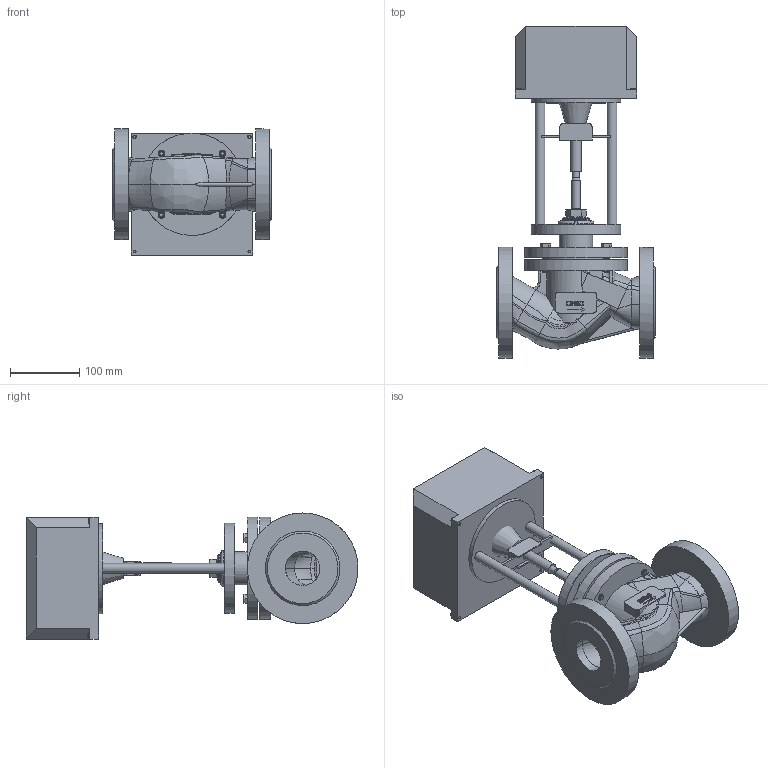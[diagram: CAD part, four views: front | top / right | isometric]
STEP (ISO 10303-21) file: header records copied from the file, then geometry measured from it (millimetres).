
FILE_DESCRIPTION(/* description */ (''),/* implementation_level */ '2;1');
FILE_NAME(/* name */ 'Р11 DN50 + ЭПА 1,8кН.stp',/* time_stamp */ '2024-03-17T11:13:47+03:00',/* author */ ('kostr'),/* organization */ (''),/* preprocessor_version */ 'ST-DEVELOPER v18.1',/* originating_system */ 'AutoCAD Mechanical',/* authorisation */ '');
FILE_SCHEMA (('AUTOMOTIVE_DESIGN { 1 0 10303 214 3 1 1 }'));
Products named in the file (2): Product1; Product
Assembly tree (1 placements, depth 2):
  Product1
    Product
Bounding box: 230 x 480.25 x 182.36 mm (x, y, z)
Volume: 5482589.4 mm3; surface area: 555155.9 mm2
Topology: 25 solids, 25 shells, 1292 faces, 3618 edges, 2434 vertices
Faces by surface type: plane 905, bspline 190, cylinder 132, cone 42, torus 23
Full cylindrical faces by diameter (mm): 5 x5, 6.466 x2, 8 x11, 9.2 x1, 9.666 x2, 10 x5, 12 x1, 12.5 x4, 13.749 x1, 14 x2, 15 x2, 15.417 x1, 18 x1, 20 x4, 21 x1, 22 x2, 24 x8, 24.7 x1, 34 x1, 36 x1, 37 x1, 40 x21, 41 x1, 41.5 x1, 48 x2, 58 x1, 58.3 x1, 61 x2, 64 x1, 66 x1
Entity records: 97600 total; most frequent: CARTESIAN_POINT 65296, ORIENTED_EDGE 7226, DIRECTION 5880, EDGE_CURVE 3613, VERTEX_POINT 2432, LINE 2266, VECTOR 2266, AXIS2_PLACEMENT_3D 1807
